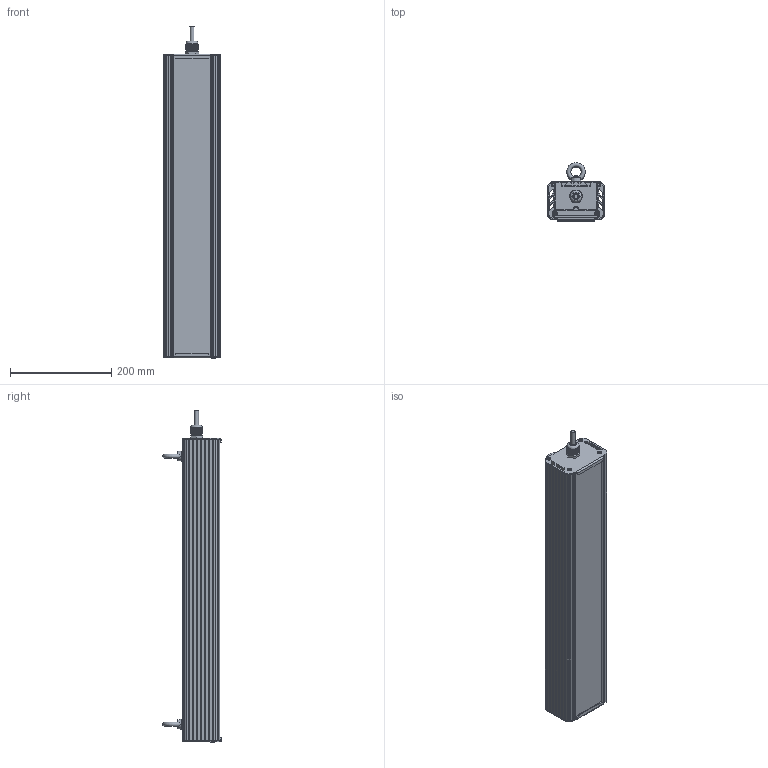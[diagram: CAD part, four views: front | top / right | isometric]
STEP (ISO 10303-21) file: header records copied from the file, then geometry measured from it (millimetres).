
FILE_DESCRIPTION(('STEP AP214'), '1');
FILE_NAME('001.0070.17.000 - ÃÑÏ-Ïðèìà-80', '2023-09-25T06:00:29', ('Ëóêîíèí Å Ï'), ('ÎÊÁ Ñâîé Ñòèëü'), 'C3D Converter', 'C3D Toolkit', '');
FILE_SCHEMA(('AUTOMOTIVE_DESIGN { 1 0 10303 214 3 1 1}'));
Length unit declared in the file: millimetre
Products named in the file (25): 001.0070.17.000; 001.0065.02.000
Assembly tree (52 placements, depth 4):
  001.0070.17.000
    (unnamed)
      (unnamed)
      (unnamed)
      (unnamed)  x4
      (unnamed)
      (unnamed)  x4
      (unnamed)
      (unnamed)
      (unnamed)
      (unnamed)  x8
        (unnamed)
        (unnamed)
        (unnamed)
        (unnamed)
        (unnamed)
        (unnamed)
        (unnamed)
        (unnamed)
        (unnamed)
      (unnamed)
        (unnamed)
    001.0065.02.000  x2
      (unnamed)
      (unnamed)
Bounding box: 112.19 x 115.42 x 656 mm (x, y, z)
Volume: 1128608 mm3; surface area: 956599.1 mm2
Topology: 292 solids, 292 shells, 3502 faces, 8619 edges, 5815 vertices
Faces by surface type: plane 2303, cylinder 1025, cone 100, bspline 37, sphere 24, torus 13
Full cylindrical faces by diameter (mm): 1 x24, 2 x16, 2.5 x32, 2.8 x200, 3.2 x24, 3.5 x40, 4 x8, 6 x2, 8 x8, 12 x1, 12.5 x1, 16 x1, 18.5 x3, 20 x1, 23.5 x1
Entity records: 98187 total; most frequent: CARTESIAN_POINT 44256, DIRECTION 7896, ORIENTED_EDGE 7852, EDGE_CURVE 3926, AXIS2_PLACEMENT_3D 2809, VERTEX_POINT 2702, COLOUR_RGB 2478, PRESENTATION_STYLE_ASSIGNMENT 2478
